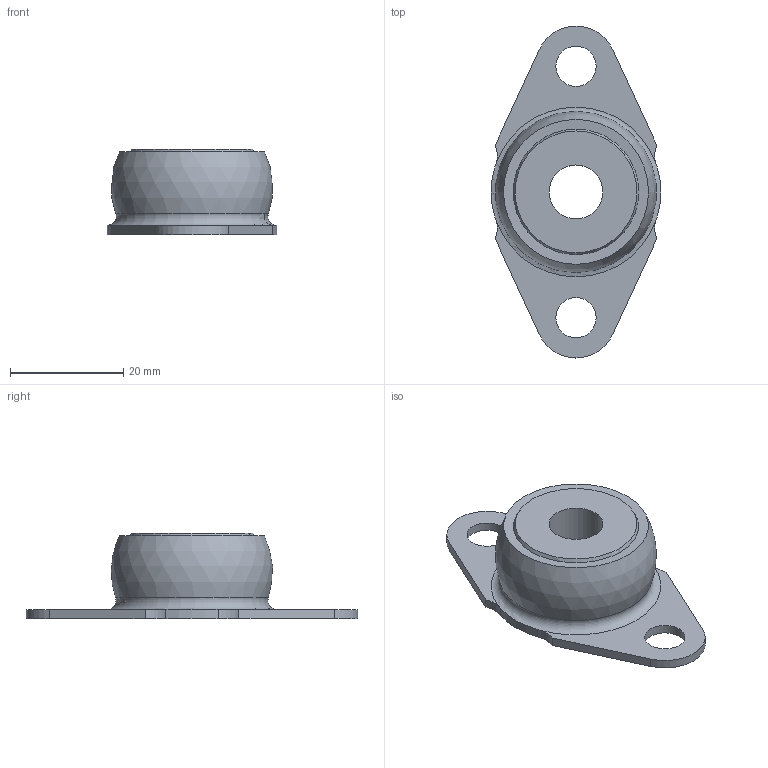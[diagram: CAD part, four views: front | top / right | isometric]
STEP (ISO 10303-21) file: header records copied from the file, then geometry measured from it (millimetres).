
FILE_DESCRIPTION(/* description */ (''),/* implementation_level */ '2;1');
FILE_NAME(/* name */ 'MISC_SideFlangeBearings_FM1406P.iam.step',/* time_stamp */ '2014-01-01T17:45:46-08:00',/* author */ ('Autodesk Inc.'),/* organization */ ('Autodesk Inc.'),/* preprocessor_version */ 'ST-DEVELOPER v15.2',/* originating_system */ 'Autodesk Inventor 2014',/* authorisation */ '');
FILE_SCHEMA (('AUTOMOTIVE_DESIGN { 1 0 10303 214 3 1 1 }'));
Length unit declared in the file: inch
Products named in the file (3): MISC_FlangeMount_4050; Misc_BearingBall_Triangle_1406P; MISC_SideFlangeBearings_FM1406P
Bounding box: 30.03 x 58.72 x 15.06 mm (x, y, z)
Volume: 7999.1 mm3; surface area: 5977.6 mm2
Topology: 2 solids, 2 shells, 32 faces, 80 edges, 50 vertices
Faces by surface type: plane 14, cylinder 11, sphere 3, torus 2, cone 2
Full cylindrical faces by diameter (mm): 7.137 x2, 9.538 x1
Entity records: 959 total; most frequent: DIRECTION 176, CARTESIAN_POINT 159, ORIENTED_EDGE 130, AXIS2_PLACEMENT_3D 78, EDGE_CURVE 65, EDGE_LOOP 48, VERTEX_POINT 45, CIRCLE 41
